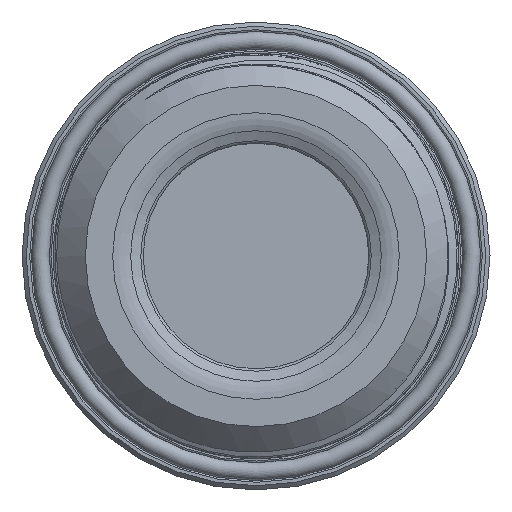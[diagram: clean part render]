
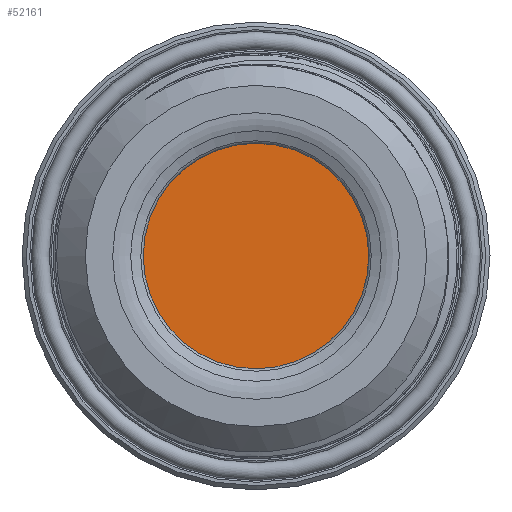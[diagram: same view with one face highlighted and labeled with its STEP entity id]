
A CAD part, left-side view. The second image highlights one B-rep face of the part: STEP entity #52161.
In plain terms, the highlighted face is planar.
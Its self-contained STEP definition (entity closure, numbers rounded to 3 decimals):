
#2979=PLANE('',#56460);
#5414=FACE_OUTER_BOUND('',#8162,.T.);
#8162=EDGE_LOOP('',(#47182));
#9319=CIRCLE('',#56459,13.89);
#24527=VERTEX_POINT('',#108231);
#32183=EDGE_CURVE('',#24527,#24527,#9319,.T.);
#47182=ORIENTED_EDGE('',*,*,#32183,.T.);
#52161=ADVANCED_FACE('',(#5414),#2979,.T.);
#56459=AXIS2_PLACEMENT_3D('',#108233,#68414,#68415);
#56460=AXIS2_PLACEMENT_3D('',#108234,#68416,#68417);
#68414=DIRECTION('center_axis',(1.,0.,0.));
#68415=DIRECTION('ref_axis',(0.,0.,-1.));
#68416=DIRECTION('center_axis',(1.,0.,0.));
#68417=DIRECTION('ref_axis',(0.,0.,-1.));
#108231=CARTESIAN_POINT('',(19.071,-13.89,0.));
#108233=CARTESIAN_POINT('Origin',(19.071,0.,
0.));
#108234=CARTESIAN_POINT('Origin',(19.071,0.,0.));
